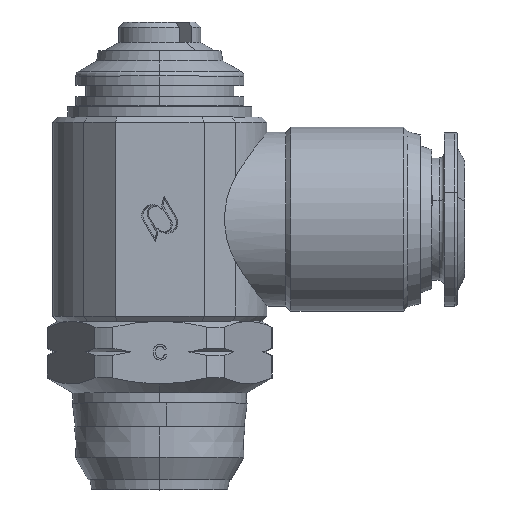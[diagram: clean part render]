
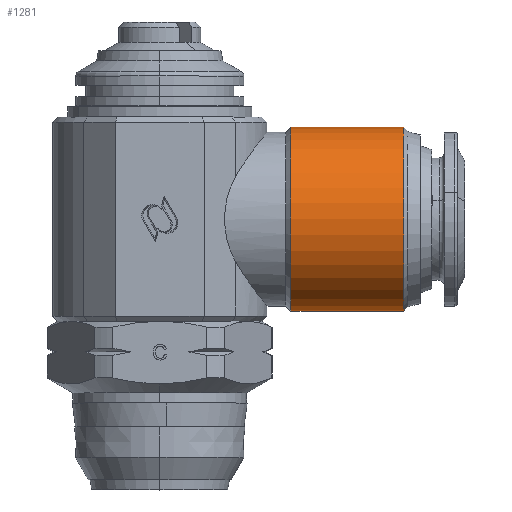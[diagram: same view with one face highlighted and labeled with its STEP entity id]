
A CAD part, top view. The second image highlights one B-rep face of the part: STEP entity #1281.
In plain terms, the highlighted cylindrical face has radius 9 mm (diameter 18 mm), a partial arc.
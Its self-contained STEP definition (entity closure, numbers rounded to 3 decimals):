
#354 = CIRCLE ( 'NONE', #2344, 9. ) ;
#356 = LINE ( 'NONE', #651, #360 ) ;
#357 = LINE ( 'NONE', #660, #363 ) ;
#359 = CIRCLE ( 'NONE', #2345, 9. ) ;
#360 = VECTOR ( 'NONE', #657, 1000. ) ;
#363 = VECTOR ( 'NONE', #656, 1000. ) ;
#651 = CARTESIAN_POINT ( 'NONE',  ( 25.5, 35.5, 0. ) ) ;
#653 = CARTESIAN_POINT ( 'NONE',  ( 23.872, 26.5, 0. ) ) ;
#654 = DIRECTION ( 'NONE',  ( -1., 0., 0. ) ) ;
#655 = DIRECTION ( 'NONE',  ( 0., -1., 0. ) ) ;
#656 = DIRECTION ( 'NONE',  ( -1., 0., 0. ) ) ;
#657 = DIRECTION ( 'NONE',  ( -1., 0., 0. ) ) ;
#660 = CARTESIAN_POINT ( 'NONE',  ( 25.5, 17.5, 0. ) ) ;
#661 = CARTESIAN_POINT ( 'NONE',  ( 12.85, 26.5, 0. ) ) ;
#662 = DIRECTION ( 'NONE',  ( -1., 0., 0. ) ) ;
#663 = DIRECTION ( 'NONE',  ( 0., -1., 0. ) ) ;
#1047 = CARTESIAN_POINT ( 'NONE',  ( 12.85, 17.5, 0. ) ) ;
#1048 = CARTESIAN_POINT ( 'NONE',  ( 12.85, 35.5, 0. ) ) ;
#1049 = CARTESIAN_POINT ( 'NONE',  ( 23.872, 17.5, 0. ) ) ;
#1050 = CARTESIAN_POINT ( 'NONE',  ( 23.872, 35.5, 0. ) ) ;
#1162 = ORIENTED_EDGE ( 'NONE', *, *, #5790, .T. ) ;
#1163 = ORIENTED_EDGE ( 'NONE', *, *, #5792, .T. ) ;
#1164 = ORIENTED_EDGE ( 'NONE', *, *, #5793, .F. ) ;
#1165 = ORIENTED_EDGE ( 'NONE', *, *, #5794, .F. ) ;
#1281 = ADVANCED_FACE ( 'NONE', ( #1406 ), #1411, .T. ) ;
#1406 = FACE_OUTER_BOUND ( 'NONE', #6740, .T. ) ;
#1411 = CYLINDRICAL_SURFACE ( 'NONE', #3336, 9. ) ;
#2344 = AXIS2_PLACEMENT_3D ( 'NONE', #653, #654, #655 ) ;
#2345 = AXIS2_PLACEMENT_3D ( 'NONE', #661, #662, #663 ) ;
#3336 = AXIS2_PLACEMENT_3D ( 'NONE', #5237, #5236, #5251 ) ;
#5236 = DIRECTION ( 'NONE',  ( -1., 0., 0. ) ) ;
#5237 = CARTESIAN_POINT ( 'NONE',  ( 25.5, 26.5, 0. ) ) ;
#5251 = DIRECTION ( 'NONE',  ( 0., -1., 0. ) ) ;
#5790 = EDGE_CURVE ( 'NONE', #6528, #6529, #354, .T. ) ;
#5792 = EDGE_CURVE ( 'NONE', #6529, #6527, #356, .T. ) ;
#5793 = EDGE_CURVE ( 'NONE', #6526, #6527, #359, .T. ) ;
#5794 = EDGE_CURVE ( 'NONE', #6528, #6526, #357, .T. ) ;
#6526 = VERTEX_POINT ( 'NONE', #1047 ) ;
#6527 = VERTEX_POINT ( 'NONE', #1048 ) ;
#6528 = VERTEX_POINT ( 'NONE', #1049 ) ;
#6529 = VERTEX_POINT ( 'NONE', #1050 ) ;
#6740 = EDGE_LOOP ( 'NONE', ( #1162, #1163, #1164, #1165 ) ) ;
